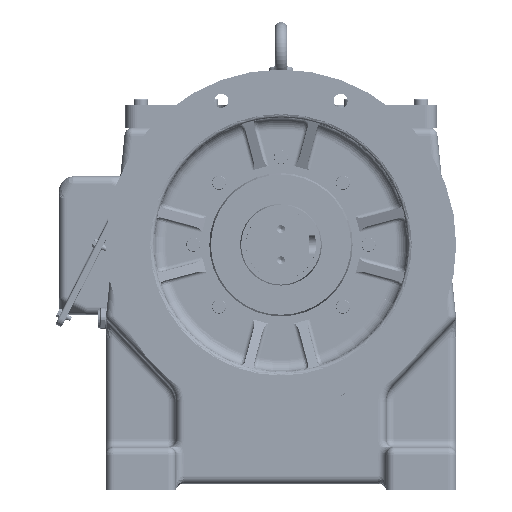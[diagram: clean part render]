
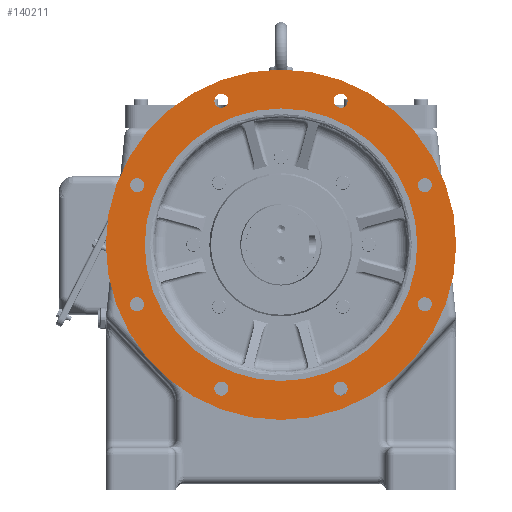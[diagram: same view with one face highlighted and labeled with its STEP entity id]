
A CAD part, left-side view. The second image highlights one B-rep face of the part: STEP entity #140211.
In plain terms, the highlighted planar face has unit normal (-1, 0, 0).
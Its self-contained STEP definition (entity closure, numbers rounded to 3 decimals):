
#21623=PLANE('',#147834);
#27122=ORIENTED_EDGE('',*,*,#58938,.T.);
#27123=ORIENTED_EDGE('',*,*,#58936,.T.);
#27124=ORIENTED_EDGE('',*,*,#58934,.T.);
#27125=ORIENTED_EDGE('',*,*,#58932,.T.);
#27126=ORIENTED_EDGE('',*,*,#58930,.T.);
#27127=ORIENTED_EDGE('',*,*,#58928,.T.);
#27128=ORIENTED_EDGE('',*,*,#58926,.T.);
#27129=ORIENTED_EDGE('',*,*,#58924,.T.);
#27130=ORIENTED_EDGE('',*,*,#59435,.F.);
#27131=ORIENTED_EDGE('',*,*,#58923,.T.);
#58923=EDGE_CURVE('',#75496,#75496,#86070,.T.);
#58924=EDGE_CURVE('',#75497,#75497,#86071,.T.);
#58926=EDGE_CURVE('',#75499,#75499,#86073,.T.);
#58928=EDGE_CURVE('',#75501,#75501,#86075,.T.);
#58930=EDGE_CURVE('',#75503,#75503,#86077,.T.);
#58932=EDGE_CURVE('',#75505,#75505,#86079,.T.);
#58934=EDGE_CURVE('',#75507,#75507,#86081,.T.);
#58936=EDGE_CURVE('',#75509,#75509,#86083,.T.);
#58938=EDGE_CURVE('',#75511,#75511,#86085,.T.);
#59435=EDGE_CURVE('',#75826,#75826,#86281,.T.);
#75496=VERTEX_POINT('',#195494);
#75497=VERTEX_POINT('',#195497);
#75499=VERTEX_POINT('',#195502);
#75501=VERTEX_POINT('',#195507);
#75503=VERTEX_POINT('',#195512);
#75505=VERTEX_POINT('',#195517);
#75507=VERTEX_POINT('',#195522);
#75509=VERTEX_POINT('',#195527);
#75511=VERTEX_POINT('',#195532);
#75826=VERTEX_POINT('',#197163);
#86070=CIRCLE('',#147381,225.);
#86071=CIRCLE('',#147383,9.);
#86073=CIRCLE('',#147386,9.);
#86075=CIRCLE('',#147389,9.);
#86077=CIRCLE('',#147392,9.);
#86079=CIRCLE('',#147395,9.);
#86081=CIRCLE('',#147398,9.);
#86083=CIRCLE('',#147401,9.);
#86085=CIRCLE('',#147404,9.);
#86281=CIRCLE('',#147835,175.);
#92203=EDGE_LOOP('',(#27122));
#92204=EDGE_LOOP('',(#27123));
#92205=EDGE_LOOP('',(#27124));
#92206=EDGE_LOOP('',(#27125));
#92207=EDGE_LOOP('',(#27126));
#92208=EDGE_LOOP('',(#27127));
#92209=EDGE_LOOP('',(#27128));
#92210=EDGE_LOOP('',(#27129));
#92211=EDGE_LOOP('',(#27130));
#92212=EDGE_LOOP('',(#27131));
#100274=FACE_BOUND('',#92203,.T.);
#100275=FACE_BOUND('',#92204,.T.);
#100276=FACE_BOUND('',#92205,.T.);
#100277=FACE_BOUND('',#92206,.T.);
#100278=FACE_BOUND('',#92207,.T.);
#100279=FACE_BOUND('',#92208,.T.);
#100280=FACE_BOUND('',#92209,.T.);
#100281=FACE_BOUND('',#92210,.T.);
#100282=FACE_BOUND('',#92211,.T.);
#100283=FACE_BOUND('',#92212,.T.);
#140211=ADVANCED_FACE('',(#100274,#100275,#100276,#100277,#100278,#100279,
#100280,#100281,#100282,#100283),#21623,.T.);
#147381=AXIS2_PLACEMENT_3D('',#195493,#161062,#161063);
#147383=AXIS2_PLACEMENT_3D('',#195496,#161066,#161067);
#147386=AXIS2_PLACEMENT_3D('',#195501,#161072,#161073);
#147389=AXIS2_PLACEMENT_3D('',#195506,#161078,#161079);
#147392=AXIS2_PLACEMENT_3D('',#195511,#161084,#161085);
#147395=AXIS2_PLACEMENT_3D('',#195516,#161090,#161091);
#147398=AXIS2_PLACEMENT_3D('',#195521,#161096,#161097);
#147401=AXIS2_PLACEMENT_3D('',#195526,#161102,#161103);
#147404=AXIS2_PLACEMENT_3D('',#195531,#161108,#161109);
#147834=AXIS2_PLACEMENT_3D('',#197161,#162200,#162201);
#147835=AXIS2_PLACEMENT_3D('',#197162,#162202,#162203);
#161062=DIRECTION('',(-1.,0.,0.));
#161063=DIRECTION('',(0.,0.,1.));
#161066=DIRECTION('',(1.,0.,0.));
#161067=DIRECTION('',(0.,-1.,0.));
#161072=DIRECTION('',(1.,0.,0.));
#161073=DIRECTION('',(0.,-0.707,0.707));
#161078=DIRECTION('',(1.,0.,0.));
#161079=DIRECTION('',(0.,0.,1.));
#161084=DIRECTION('',(1.,0.,0.));
#161085=DIRECTION('',(0.,0.707,0.707));
#161090=DIRECTION('',(1.,0.,0.));
#161091=DIRECTION('',(0.,1.,0.));
#161096=DIRECTION('',(1.,0.,0.));
#161097=DIRECTION('',(0.,0.707,-0.707));
#161102=DIRECTION('',(1.,0.,0.));
#161103=DIRECTION('',(0.,0.,-1.));
#161108=DIRECTION('',(1.,0.,0.));
#161109=DIRECTION('',(0.,-0.707,-0.707));
#162200=DIRECTION('',(-1.,0.,0.));
#162201=DIRECTION('',(0.,0.,1.));
#162202=DIRECTION('',(-1.,0.,0.));
#162203=DIRECTION('',(0.,0.,1.));
#195493=CARTESIAN_POINT('',(-6.,0.,0.));
#195494=CARTESIAN_POINT('',(-6.,0.,225.));
#195496=CARTESIAN_POINT('',(-6.,-76.537,184.776));
#195497=CARTESIAN_POINT('',(-6.,-85.537,184.776));
#195501=CARTESIAN_POINT('',(-6.,76.537,184.776));
#195502=CARTESIAN_POINT('',(-6.,70.173,191.14));
#195506=CARTESIAN_POINT('',(-6.,184.776,76.537));
#195507=CARTESIAN_POINT('',(-6.,184.776,85.537));
#195511=CARTESIAN_POINT('',(-6.,184.776,-76.537));
#195512=CARTESIAN_POINT('',(-6.,191.14,-70.173));
#195516=CARTESIAN_POINT('',(-6.,76.537,-184.776));
#195517=CARTESIAN_POINT('',(-6.,85.537,-184.776));
#195521=CARTESIAN_POINT('',(-6.,-76.537,-184.776));
#195522=CARTESIAN_POINT('',(-6.,-70.173,-191.14));
#195526=CARTESIAN_POINT('',(-6.,-184.776,-76.537));
#195527=CARTESIAN_POINT('',(-6.,-184.776,-85.537));
#195531=CARTESIAN_POINT('',(-6.,-184.776,76.537));
#195532=CARTESIAN_POINT('',(-6.,-191.14,70.173));
#197161=CARTESIAN_POINT('',(-6.,0.,175.));
#197162=CARTESIAN_POINT('',(-6.,0.,0.));
#197163=CARTESIAN_POINT('',(-6.,0.,175.));
